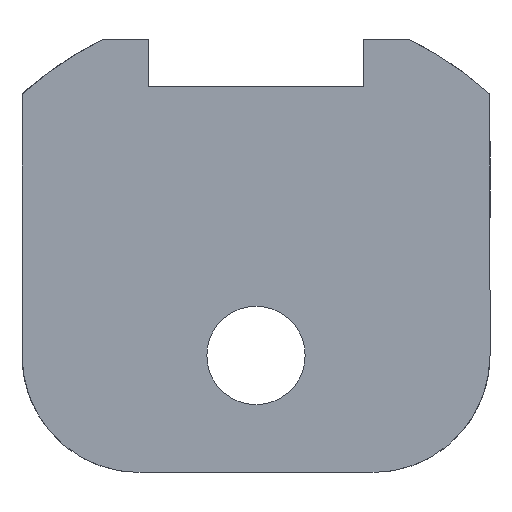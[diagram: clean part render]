
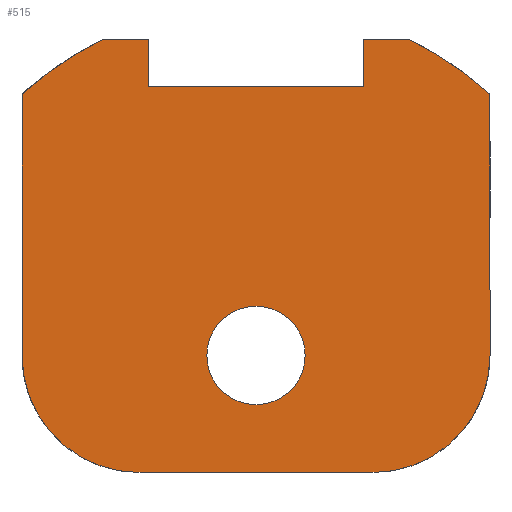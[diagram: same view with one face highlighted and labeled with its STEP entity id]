
A CAD part, front view. The second image highlights one B-rep face of the part: STEP entity #515.
In plain terms, the highlighted planar face has unit normal (0, -1, 0).
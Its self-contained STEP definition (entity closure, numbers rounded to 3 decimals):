
#1 = VERTEX_POINT ( 'NONE', #1136 ) ;
#18 = DIRECTION ( 'NONE',  ( -1., 0., 0. ) ) ;
#47 = CARTESIAN_POINT ( 'NONE',  ( 6.538, 0., 12.5 ) ) ;
#74 = EDGE_CURVE ( 'NONE', #1197, #1, #882, .T. ) ;
#82 = LINE ( 'NONE', #145, #693 ) ;
#83 = CARTESIAN_POINT ( 'NONE',  ( 0., 0., -1. ) ) ;
#89 = EDGE_CURVE ( 'NONE', #228, #1169, #499, .T. ) ;
#103 = ORIENTED_EDGE ( 'NONE', *, *, #223, .T. ) ;
#111 = EDGE_CURVE ( 'NONE', #159, #1, #481, .T. ) ;
#112 = VECTOR ( 'NONE', #773, 1000. ) ;
#114 = CARTESIAN_POINT ( 'NONE',  ( 4.6, 0., 10.5 ) ) ;
#119 = DIRECTION ( 'NONE',  ( 0., 0., 1. ) ) ;
#133 = VECTOR ( 'NONE', #164, 1000. ) ;
#138 = ORIENTED_EDGE ( 'NONE', *, *, #111, .F. ) ;
#145 = CARTESIAN_POINT ( 'NONE',  ( -4.6, 0., 10.5 ) ) ;
#150 = LINE ( 'NONE', #114, #746 ) ;
#159 = VERTEX_POINT ( 'NONE', #299 ) ;
#160 = EDGE_LOOP ( 'NONE', ( #682, #1269, #751, #561, #1476, #103, #789, #658, #638, #1535, #138, #812 ) ) ;
#164 = DIRECTION ( 'NONE',  ( -1., 0., 0. ) ) ;
#191 = EDGE_CURVE ( 'NONE', #698, #1402, #1209, .T. ) ;
#200 = DIRECTION ( 'NONE',  ( 0., 1., 0. ) ) ;
#223 = EDGE_CURVE ( 'NONE', #1026, #1129, #82, .T. ) ;
#228 = VERTEX_POINT ( 'NONE', #47 ) ;
#243 = LINE ( 'NONE', #469, #961 ) ;
#272 = VECTOR ( 'NONE', #1457, 1000. ) ;
#294 = EDGE_CURVE ( 'NONE', #1515, #1026, #747, .T. ) ;
#299 = CARTESIAN_POINT ( 'NONE',  ( 5., 0., -6. ) ) ;
#338 = LINE ( 'NONE', #930, #825 ) ;
#340 = CARTESIAN_POINT ( 'NONE',  ( 4.6, 0., 12.5 ) ) ;
#341 = EDGE_CURVE ( 'NONE', #1404, #1197, #338, .T. ) ;
#344 = ORIENTED_EDGE ( 'NONE', *, *, #502, .T. ) ;
#358 = DIRECTION ( 'NONE',  ( -1., 0., 0. ) ) ;
#405 = DIRECTION ( 'NONE',  ( 0., 1., 0. ) ) ;
#449 = EDGE_CURVE ( 'NONE', #1404, #774, #903, .T. ) ;
#457 = LINE ( 'NONE', #1409, #112 ) ;
#458 = LINE ( 'NONE', #492, #1186 ) ;
#469 = CARTESIAN_POINT ( 'NONE',  ( -10., 0., 12.5 ) ) ;
#481 = LINE ( 'NONE', #1179, #133 ) ;
#484 = AXIS2_PLACEMENT_3D ( 'NONE', #1369, #874, #119 ) ;
#492 = CARTESIAN_POINT ( 'NONE',  ( -10., 0., 12.5 ) ) ;
#496 = FACE_BOUND ( 'NONE', #1360, .T. ) ;
#499 = CIRCLE ( 'NONE', #1316, 15. ) ;
#502 = EDGE_CURVE ( 'NONE', #1402, #698, #784, .T. ) ;
#511 = PLANE ( 'NONE',  #621 ) ;
#515 = ADVANCED_FACE ( 'NONE', ( #1509, #496 ), #511, .F. ) ;
#519 = DIRECTION ( 'NONE',  ( 0., 1., 0. ) ) ;
#524 = CARTESIAN_POINT ( 'NONE',  ( 0., 0., -1. ) ) ;
#527 = CARTESIAN_POINT ( 'NONE',  ( -5., 0., -1. ) ) ;
#529 = EDGE_CURVE ( 'NONE', #966, #228, #458, .T. ) ;
#552 = EDGE_CURVE ( 'NONE', #966, #1515, #150, .T. ) ;
#558 = CARTESIAN_POINT ( 'NONE',  ( 4.6, 0., 10.5 ) ) ;
#561 = ORIENTED_EDGE ( 'NONE', *, *, #552, .T. ) ;
#579 = CARTESIAN_POINT ( 'NONE',  ( 4.6, 0., 10.5 ) ) ;
#581 = ORIENTED_EDGE ( 'NONE', *, *, #191, .T. ) ;
#619 = DIRECTION ( 'NONE',  ( 0., 1., 0. ) ) ;
#620 = CARTESIAN_POINT ( 'NONE',  ( -4.6, 0., 12.5 ) ) ;
#621 = AXIS2_PLACEMENT_3D ( 'NONE', #755, #619, #358 ) ;
#637 = CARTESIAN_POINT ( 'NONE',  ( 5., 0., -1. ) ) ;
#638 = ORIENTED_EDGE ( 'NONE', *, *, #341, .T. ) ;
#645 = DIRECTION ( 'NONE',  ( 0., 0., 1. ) ) ;
#658 = ORIENTED_EDGE ( 'NONE', *, *, #449, .F. ) ;
#664 = DIRECTION ( 'NONE',  ( 0., 0., 1. ) ) ;
#682 = ORIENTED_EDGE ( 'NONE', *, *, #1411, .F. ) ;
#693 = VECTOR ( 'NONE', #664, 1000. ) ;
#698 = VERTEX_POINT ( 'NONE', #892 ) ;
#746 = VECTOR ( 'NONE', #1253, 1000. ) ;
#747 = LINE ( 'NONE', #579, #272 ) ;
#751 = ORIENTED_EDGE ( 'NONE', *, *, #529, .F. ) ;
#755 = CARTESIAN_POINT ( 'NONE',  ( -10., 0., 12.5 ) ) ;
#773 = DIRECTION ( 'NONE',  ( 0., 0., -1. ) ) ;
#774 = VERTEX_POINT ( 'NONE', #1174 ) ;
#775 = CARTESIAN_POINT ( 'NONE',  ( -10., 0., -1. ) ) ;
#784 = CIRCLE ( 'NONE', #484, 2.1 ) ;
#789 = ORIENTED_EDGE ( 'NONE', *, *, #916, .F. ) ;
#812 = ORIENTED_EDGE ( 'NONE', *, *, #1368, .T. ) ;
#819 = DIRECTION ( 'NONE',  ( 1., 0., 0. ) ) ;
#825 = VECTOR ( 'NONE', #1575, 1000. ) ;
#869 = CARTESIAN_POINT ( 'NONE',  ( 10., 0., 10.18 ) ) ;
#874 = DIRECTION ( 'NONE',  ( 0., 1., 0. ) ) ;
#882 = CIRCLE ( 'NONE', #1022, 5. ) ;
#892 = CARTESIAN_POINT ( 'NONE',  ( 0., 0., -3.1 ) ) ;
#903 = CIRCLE ( 'NONE', #1050, 15. ) ;
#904 = CARTESIAN_POINT ( 'NONE',  ( 0., 0., -1. ) ) ;
#916 = EDGE_CURVE ( 'NONE', #774, #1129, #243, .T. ) ;
#917 = CIRCLE ( 'NONE', #1428, 5. ) ;
#930 = CARTESIAN_POINT ( 'NONE',  ( -10., 0., 12.5 ) ) ;
#961 = VECTOR ( 'NONE', #819, 1000. ) ;
#966 = VERTEX_POINT ( 'NONE', #340 ) ;
#1001 = DIRECTION ( 'NONE',  ( 1., 0., 0. ) ) ;
#1006 = VERTEX_POINT ( 'NONE', #1469 ) ;
#1016 = CARTESIAN_POINT ( 'NONE',  ( -10., 0., 10.18 ) ) ;
#1022 = AXIS2_PLACEMENT_3D ( 'NONE', #527, #1398, #1527 ) ;
#1026 = VERTEX_POINT ( 'NONE', #1235 ) ;
#1050 = AXIS2_PLACEMENT_3D ( 'NONE', #83, #200, #1094 ) ;
#1062 = AXIS2_PLACEMENT_3D ( 'NONE', #904, #405, #1546 ) ;
#1094 = DIRECTION ( 'NONE',  ( 0., 0., 1. ) ) ;
#1129 = VERTEX_POINT ( 'NONE', #620 ) ;
#1136 = CARTESIAN_POINT ( 'NONE',  ( -5., 0., -6. ) ) ;
#1169 = VERTEX_POINT ( 'NONE', #869 ) ;
#1174 = CARTESIAN_POINT ( 'NONE',  ( -6.538, 0., 12.5 ) ) ;
#1179 = CARTESIAN_POINT ( 'NONE',  ( 10., 0., -6. ) ) ;
#1186 = VECTOR ( 'NONE', #1001, 1000. ) ;
#1197 = VERTEX_POINT ( 'NONE', #775 ) ;
#1209 = CIRCLE ( 'NONE', #1062, 2.1 ) ;
#1235 = CARTESIAN_POINT ( 'NONE',  ( -4.6, 0., 10.5 ) ) ;
#1253 = DIRECTION ( 'NONE',  ( 0., 0., -1. ) ) ;
#1269 = ORIENTED_EDGE ( 'NONE', *, *, #89, .F. ) ;
#1316 = AXIS2_PLACEMENT_3D ( 'NONE', #524, #519, #645 ) ;
#1360 = EDGE_LOOP ( 'NONE', ( #581, #344 ) ) ;
#1368 = EDGE_CURVE ( 'NONE', #159, #1006, #917, .T. ) ;
#1369 = CARTESIAN_POINT ( 'NONE',  ( 0., 0., -1. ) ) ;
#1389 = CARTESIAN_POINT ( 'NONE',  ( 0., 0., 1.1 ) ) ;
#1398 = DIRECTION ( 'NONE',  ( 0., -1., 0. ) ) ;
#1402 = VERTEX_POINT ( 'NONE', #1389 ) ;
#1404 = VERTEX_POINT ( 'NONE', #1016 ) ;
#1406 = DIRECTION ( 'NONE',  ( 0., -1., 0. ) ) ;
#1409 = CARTESIAN_POINT ( 'NONE',  ( 10., 0., 12.5 ) ) ;
#1411 = EDGE_CURVE ( 'NONE', #1169, #1006, #457, .T. ) ;
#1428 = AXIS2_PLACEMENT_3D ( 'NONE', #637, #1406, #18 ) ;
#1457 = DIRECTION ( 'NONE',  ( -1., 0., 0. ) ) ;
#1469 = CARTESIAN_POINT ( 'NONE',  ( 10., 0., -1. ) ) ;
#1476 = ORIENTED_EDGE ( 'NONE', *, *, #294, .T. ) ;
#1509 = FACE_OUTER_BOUND ( 'NONE', #160, .T. ) ;
#1515 = VERTEX_POINT ( 'NONE', #558 ) ;
#1527 = DIRECTION ( 'NONE',  ( -1., 0., 0. ) ) ;
#1535 = ORIENTED_EDGE ( 'NONE', *, *, #74, .T. ) ;
#1546 = DIRECTION ( 'NONE',  ( 0., 0., 1. ) ) ;
#1575 = DIRECTION ( 'NONE',  ( 0., 0., -1. ) ) ;
